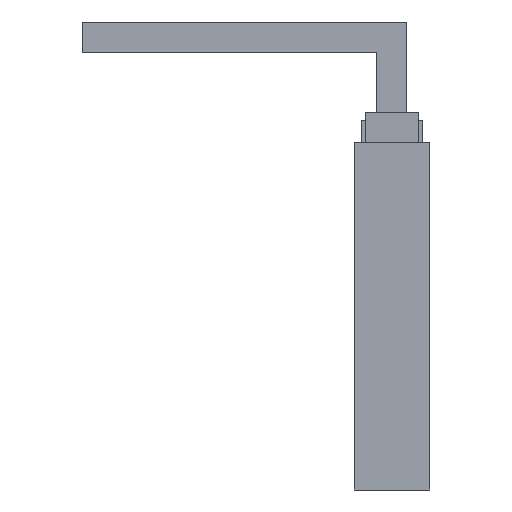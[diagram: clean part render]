
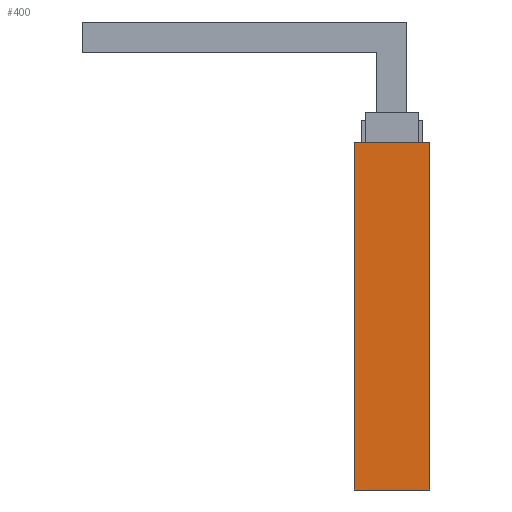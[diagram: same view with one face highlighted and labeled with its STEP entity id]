
A CAD part, front view. The second image highlights one B-rep face of the part: STEP entity #400.
In plain terms, the highlighted free-form (B-spline) face has degree [1, 1] with [2, 2] control points.
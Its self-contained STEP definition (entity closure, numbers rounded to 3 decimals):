
#333 = CARTESIAN_POINT ('', (-250., -250., 905.));
#334 = VERTEX_POINT ('', #333);
#340 = CARTESIAN_POINT ('', (250., -250., 905.));
#341 = VERTEX_POINT ('', #340);
#342 = CARTESIAN_POINT ('', (-250., -250., 905.));
#343 = CARTESIAN_POINT ('', (250., -250., 905.));
#344 = B_SPLINE_CURVE_WITH_KNOTS ('', 1, (#342, #343), .UNSPECIFIED., .F., .U., (2, 2), (0., 1.), .UNSPECIFIED.);
#345 = EDGE_CURVE ('', #334, #341, #344, .T.);
#373 = CARTESIAN_POINT ('', (250., -250., -1395.));
#374 = VERTEX_POINT ('', #373);
#375 = CARTESIAN_POINT ('', (-250., -250., -1395.));
#376 = VERTEX_POINT ('', #375);
#377 = CARTESIAN_POINT ('', (250., -250., -1395.));
#378 = CARTESIAN_POINT ('', (-250., -250., -1395.));
#379 = B_SPLINE_CURVE_WITH_KNOTS ('', 1, (#377, #378), .UNSPECIFIED., .F., .U., (2, 2), (0., 1.), .UNSPECIFIED.);
#380 = EDGE_CURVE ('', #374, #376, #379, .T.);
#381 = ORIENTED_EDGE ('', *, *, #380, .F.);
#382 = CARTESIAN_POINT ('', (250., -250., -1395.));
#383 = CARTESIAN_POINT ('', (250., -250., 905.));
#384 = B_SPLINE_CURVE_WITH_KNOTS ('', 1, (#382, #383), .UNSPECIFIED., .F., .U., (2, 2), (0., 1.), .UNSPECIFIED.);
#385 = EDGE_CURVE ('', #374, #341, #384, .T.);
#386 = ORIENTED_EDGE ('', *, *, #385, .T.);
#387 = ORIENTED_EDGE ('', *, *, #345, .F.);
#388 = CARTESIAN_POINT ('', (-250., -250., -1395.));
#389 = CARTESIAN_POINT ('', (-250., -250., 905.));
#390 = B_SPLINE_CURVE_WITH_KNOTS ('', 1, (#388, #389), .UNSPECIFIED., .F., .U., (2, 2), (0., 1.), .UNSPECIFIED.);
#391 = EDGE_CURVE ('', #376, #334, #390, .T.);
#392 = ORIENTED_EDGE ('', *, *, #391, .F.);
#393 = EDGE_LOOP ('', (#381, #386, #387, #392));
#394 = FACE_OUTER_BOUND ('', #393, .T.);
#395 = CARTESIAN_POINT ('', (-250., -250., 905.));
#396 = CARTESIAN_POINT ('', (250., -250., 905.));
#397 = CARTESIAN_POINT ('', (-250., -250., -1395.));
#398 = CARTESIAN_POINT ('', (250., -250., -1395.));
#399 = B_SPLINE_SURFACE_WITH_KNOTS ('', 1, 1, ((#395, #396), (#397, #398)), .UNSPECIFIED., .F., .F., .U., (2, 2), (2, 2), (0., 1.), (0., 1.), .UNSPECIFIED.);
#400 = ADVANCED_FACE ('', (#394), #399, .T.);
